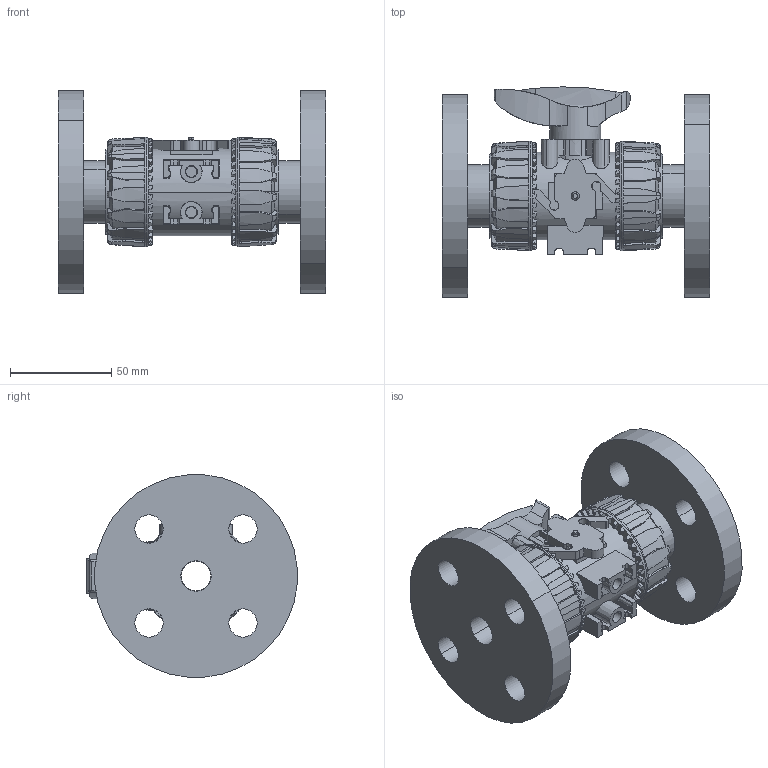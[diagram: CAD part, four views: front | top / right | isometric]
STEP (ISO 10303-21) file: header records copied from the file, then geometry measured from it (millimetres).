
FILE_DESCRIPTION(('STEP AP214'),'1');
FILE_NAME('vkdom020f.stp','2018-03-06T12:15:15',('TraceParts'),('TraceParts S.A.'),'Spatial InterOp 3D',' ',' ');
FILE_SCHEMA(('automotive_design'));
Length unit declared in the file: millimetre
Products named in the file (7): vkdom020f_1; vkdom020f_2; vkdom020f_3; vkdom020f_4; vkdom020f_5; vkdom020f_6; vkdom020f_7
Bounding box: 131.7 x 103.58 x 99.62 mm (x, y, z)
Volume: 359187.1 mm3; surface area: 96167.7 mm2
Topology: 7 solids, 7 shells, 1364 faces, 3755 edges, 2434 vertices
Faces by surface type: plane 587, cylinder 385, cone 352, torus 34, bspline 6
Entity records: 58477 total; most frequent: CARTESIAN_POINT 13518, ORIENTED_EDGE 7510, DIRECTION 6887, EDGE_CURVE 3755, AXIS2_PLACEMENT_3D 2723, VERTEX_POINT 2434, LINE 1441, VECTOR 1441
